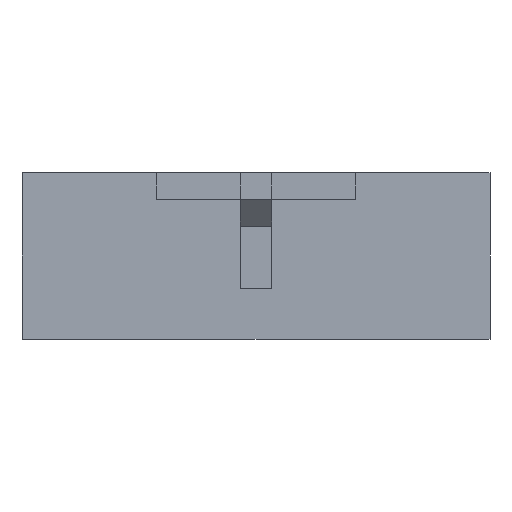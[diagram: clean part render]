
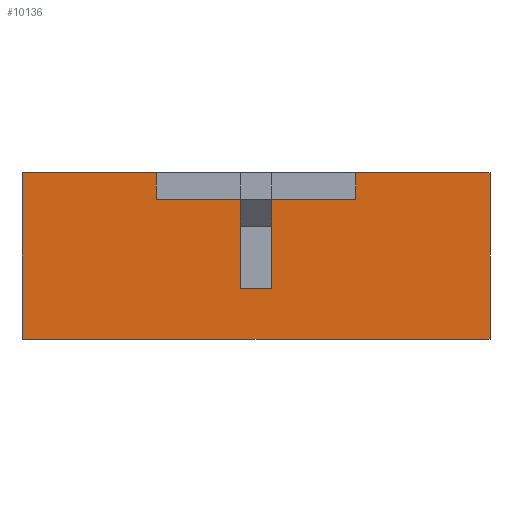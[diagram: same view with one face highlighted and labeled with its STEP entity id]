
A CAD part, left-side view. The second image highlights one B-rep face of the part: STEP entity #10136.
In plain terms, the highlighted planar face has unit normal (-1, 0, 0).
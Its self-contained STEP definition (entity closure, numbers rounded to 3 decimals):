
#3512 = VERTEX_POINT('',#3513);
#3513 = CARTESIAN_POINT('',(-17.26,-10.5,-3.74));
#3519 = EDGE_CURVE('',#3520,#3512,#3522,.T.);
#3520 = VERTEX_POINT('',#3521);
#3521 = CARTESIAN_POINT('',(-17.26,10.5,-3.74));
#3522 = LINE('',#3523,#3524);
#3523 = CARTESIAN_POINT('',(-17.26,10.5,-3.74));
#3524 = VECTOR('',#3525,1.);
#3525 = DIRECTION('',(0.,-1.,0.));
#7781 = VERTEX_POINT('',#7782);
#7782 = CARTESIAN_POINT('',(-17.26,-0.7,
    -1.46));
#7788 = EDGE_CURVE('',#7789,#7781,#7791,.T.);
#7789 = VERTEX_POINT('',#7790);
#7790 = CARTESIAN_POINT('',(-17.26,-0.7,
    2.54));
#7791 = LINE('',#7792,#7793);
#7792 = CARTESIAN_POINT('',(-17.26,-0.7,
    2.54));
#7793 = VECTOR('',#7794,1.);
#7794 = DIRECTION('',(0.,0.,-1.));
#7819 = EDGE_CURVE('',#7820,#7789,#7822,.T.);
#7820 = VERTEX_POINT('',#7821);
#7821 = CARTESIAN_POINT('',(-17.26,-4.475,
    2.54));
#7822 = LINE('',#7823,#7824);
#7823 = CARTESIAN_POINT('',(-17.26,-4.475,
    2.54));
#7824 = VECTOR('',#7825,1.);
#7825 = DIRECTION('',(0.,1.,0.));
#7915 = VERTEX_POINT('',#7916);
#7916 = CARTESIAN_POINT('',(-17.26,-4.475,
    3.74));
#7922 = EDGE_CURVE('',#7923,#7915,#7925,.T.);
#7923 = VERTEX_POINT('',#7924);
#7924 = CARTESIAN_POINT('',(-17.26,-10.5,3.74));
#7925 = LINE('',#7926,#7927);
#7926 = CARTESIAN_POINT('',(-17.26,-10.5,3.74));
#7927 = VECTOR('',#7928,1.);
#7928 = DIRECTION('',(0.,1.,0.));
#7995 = VERTEX_POINT('',#7996);
#7996 = CARTESIAN_POINT('',(-17.26,10.5,3.74));
#8002 = EDGE_CURVE('',#8003,#7995,#8005,.T.);
#8003 = VERTEX_POINT('',#8004);
#8004 = CARTESIAN_POINT('',(-17.26,4.475,
    3.74));
#8005 = LINE('',#8006,#8007);
#8006 = CARTESIAN_POINT('',(-17.26,4.475,
    3.74));
#8007 = VECTOR('',#8008,1.);
#8008 = DIRECTION('',(0.,1.,0.));
#8431 = EDGE_CURVE('',#8432,#8003,#8434,.T.);
#8432 = VERTEX_POINT('',#8433);
#8433 = CARTESIAN_POINT('',(-17.26,4.475,
    2.54));
#8434 = LINE('',#8435,#8436);
#8435 = CARTESIAN_POINT('',(-17.26,4.475,
    2.54));
#8436 = VECTOR('',#8437,1.);
#8437 = DIRECTION('',(0.,0.,1.));
#8454 = EDGE_CURVE('',#8455,#8432,#8457,.T.);
#8455 = VERTEX_POINT('',#8456);
#8456 = CARTESIAN_POINT('',(-17.26,0.7,
    2.54));
#8457 = LINE('',#8458,#8459);
#8458 = CARTESIAN_POINT('',(-17.26,0.7,
    2.54));
#8459 = VECTOR('',#8460,1.);
#8460 = DIRECTION('',(0.,1.,0.));
#10136 = ADVANCED_FACE('',(#10137),#10178,.T.);
#10137 = FACE_BOUND('',#10138,.T.);
#10138 = EDGE_LOOP('',(#10139,#10140,#10141,#10149,#10155,#10156,#10157,
    #10158,#10164,#10165,#10171,#10172));
#10139 = ORIENTED_EDGE('',*,*,#7819,.T.);
#10140 = ORIENTED_EDGE('',*,*,#7788,.T.);
#10141 = ORIENTED_EDGE('',*,*,#10142,.T.);
#10142 = EDGE_CURVE('',#7781,#10143,#10145,.T.);
#10143 = VERTEX_POINT('',#10144);
#10144 = CARTESIAN_POINT('',(-17.26,0.7,
    -1.46));
#10145 = LINE('',#10146,#10147);
#10146 = CARTESIAN_POINT('',(-17.26,-0.7,
    -1.46));
#10147 = VECTOR('',#10148,1.);
#10148 = DIRECTION('',(0.,1.,0.));
#10149 = ORIENTED_EDGE('',*,*,#10150,.T.);
#10150 = EDGE_CURVE('',#10143,#8455,#10151,.T.);
#10151 = LINE('',#10152,#10153);
#10152 = CARTESIAN_POINT('',(-17.26,0.7,
    -1.46));
#10153 = VECTOR('',#10154,1.);
#10154 = DIRECTION('',(0.,0.,1.));
#10155 = ORIENTED_EDGE('',*,*,#8454,.T.);
#10156 = ORIENTED_EDGE('',*,*,#8431,.T.);
#10157 = ORIENTED_EDGE('',*,*,#8002,.T.);
#10158 = ORIENTED_EDGE('',*,*,#10159,.T.);
#10159 = EDGE_CURVE('',#7995,#3520,#10160,.T.);
#10160 = LINE('',#10161,#10162);
#10161 = CARTESIAN_POINT('',(-17.26,10.5,3.74));
#10162 = VECTOR('',#10163,1.);
#10163 = DIRECTION('',(0.,0.,-1.));
#10164 = ORIENTED_EDGE('',*,*,#3519,.T.);
#10165 = ORIENTED_EDGE('',*,*,#10166,.T.);
#10166 = EDGE_CURVE('',#3512,#7923,#10167,.T.);
#10167 = LINE('',#10168,#10169);
#10168 = CARTESIAN_POINT('',(-17.26,-10.5,-3.74));
#10169 = VECTOR('',#10170,1.);
#10170 = DIRECTION('',(0.,0.,1.));
#10171 = ORIENTED_EDGE('',*,*,#7922,.T.);
#10172 = ORIENTED_EDGE('',*,*,#10173,.T.);
#10173 = EDGE_CURVE('',#7915,#7820,#10174,.T.);
#10174 = LINE('',#10175,#10176);
#10175 = CARTESIAN_POINT('',(-17.26,-4.475,
    3.74));
#10176 = VECTOR('',#10177,1.);
#10177 = DIRECTION('',(0.,0.,-1.));
#10178 = PLANE('',#10179);
#10179 = AXIS2_PLACEMENT_3D('',#10180,#10181,#10182);
#10180 = CARTESIAN_POINT('',(-17.26,0.,-0.067));
#10181 = DIRECTION('',(-1.,-0.,-0.));
#10182 = DIRECTION('',(0.,0.,-1.));
